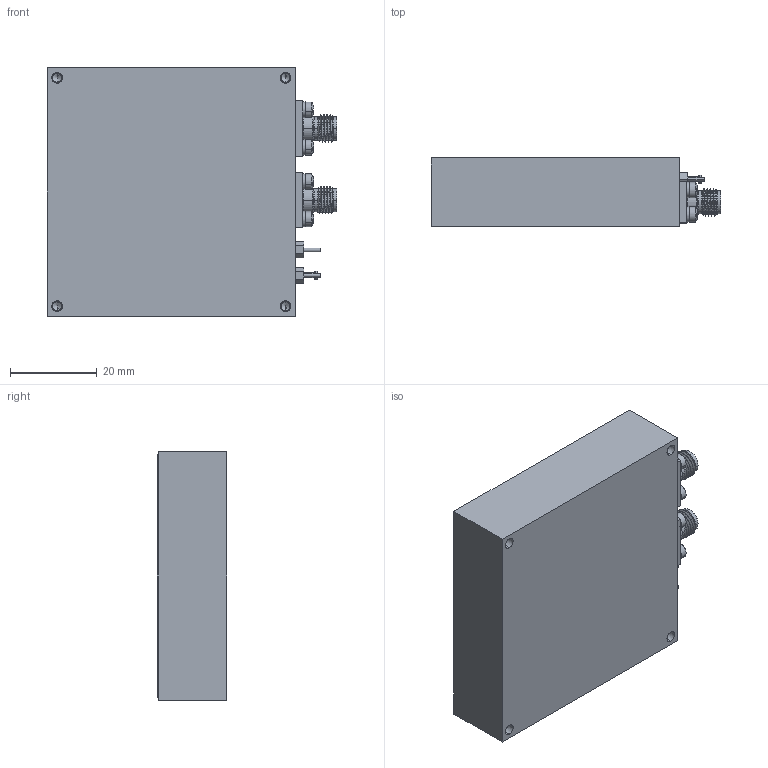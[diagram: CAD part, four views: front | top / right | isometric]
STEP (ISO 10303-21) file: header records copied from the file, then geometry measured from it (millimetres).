
FILE_DESCRIPTION (( 'STEP AP214' ), '1' );
FILE_NAME ('PLDRO-12522R24M-13DBM-SFF-ROHS.STEP', '2025-04-07T16:55:06', ( '' ), ( '' ), 'SwSTEP 2.0', 'SolidWorks 2024', '' );
FILE_SCHEMA (( 'AUTOMOTIVE_DESIGN' ));
Length unit declared in the file: inch
Products named in the file (1): PLDRO-12522R24M-13DBM-SFF-ROHS
Bounding box: 66.67 x 15.93 x 57.15 mm (x, y, z)
Volume: 52891.3 mm3; surface area: 18865.1 mm2
Topology: 33 solids, 33 shells, 854 faces, 3420 edges, 2838 vertices
Faces by surface type: plane 480, cylinder 181, cone 103, sphere 43, torus 27, bspline 20
Entity records: 54527 total; most frequent: CARTESIAN_POINT 19170, ORIENTED_EDGE 6784, DIRECTION 4888, EDGE_CURVE 3392, VERTEX_POINT 2838, VECTOR 1784, LINE 1784, AXIS2_PLACEMENT_3D 1552
